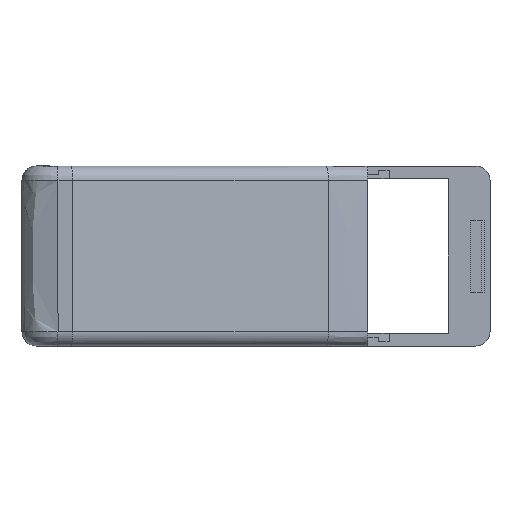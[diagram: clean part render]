
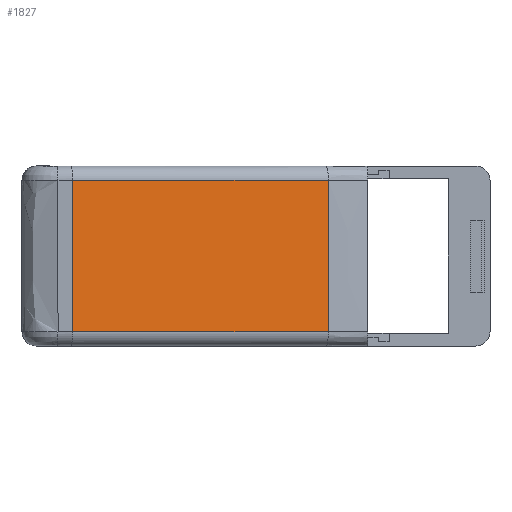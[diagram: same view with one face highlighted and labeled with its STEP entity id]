
A CAD part, front view. The second image highlights one B-rep face of the part: STEP entity #1827.
In plain terms, the highlighted planar face has unit normal (0.17, -0.986, 0).
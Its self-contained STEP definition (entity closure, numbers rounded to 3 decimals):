
#33 = LINE ( 'NONE', #2442, #3995 ) ;
#266 = EDGE_CURVE ( 'NONE', #1374, #645, #328, .T. ) ;
#302 = CARTESIAN_POINT ( 'NONE',  ( 10.549, -58.871, 23. ) ) ;
#328 = B_SPLINE_CURVE_WITH_KNOTS ( 'NONE', 3,
 ( #3099, #2669, #3718, #302 ),
 .UNSPECIFIED., .F., .F.,
 ( 4, 4 ),
 ( 0.08, 0.92 ),
 .UNSPECIFIED. ) ;
#347 = EDGE_CURVE ( 'NONE', #3187, #1374, #2690, .T. ) ;
#413 = VECTOR ( 'NONE', #2011, 1000. ) ;
#645 = VERTEX_POINT ( 'NONE', #4043 ) ;
#653 = DIRECTION ( 'NONE',  ( -0.985, -0.17, 0. ) ) ;
#1192 = ORIENTED_EDGE ( 'NONE', *, *, #2854, .T. ) ;
#1364 = FACE_OUTER_BOUND ( 'NONE', #1826, .T. ) ;
#1374 = VERTEX_POINT ( 'NONE', #3449 ) ;
#1628 = CARTESIAN_POINT ( 'NONE',  ( -25., -65., 25. ) ) ;
#1675 = CARTESIAN_POINT ( 'NONE',  ( -25., -65., 2. ) ) ;
#1788 = EDGE_CURVE ( 'NONE', #645, #1911, #1988, .T. ) ;
#1826 = EDGE_LOOP ( 'NONE', ( #1192, #3305, #4322, #3933 ) ) ;
#1827 = ADVANCED_FACE ( 'NONE', ( #1364 ), #3027, .F. ) ;
#1911 = VERTEX_POINT ( 'NONE', #3137 ) ;
#1988 = LINE ( 'NONE', #3091, #2173 ) ;
#2011 = DIRECTION ( 'NONE',  ( 0.985, 0.17, 0. ) ) ;
#2046 = DIRECTION ( 'NONE',  ( -0.17, 0.985, 0. ) ) ;
#2173 = VECTOR ( 'NONE', #653, 1000. ) ;
#2333 = CARTESIAN_POINT ( 'NONE',  ( 10.549, -58.871, 2. ) ) ;
#2442 = CARTESIAN_POINT ( 'NONE',  ( -25., -65., 25. ) ) ;
#2669 = CARTESIAN_POINT ( 'NONE',  ( 10.549, -58.871, 9. ) ) ;
#2690 = LINE ( 'NONE', #2333, #413 ) ;
#2854 = EDGE_CURVE ( 'NONE', #1911, #3187, #33, .T. ) ;
#3027 = PLANE ( 'NONE',  #4141 ) ;
#3091 = CARTESIAN_POINT ( 'NONE',  ( -25., -65., 23. ) ) ;
#3099 = CARTESIAN_POINT ( 'NONE',  ( 10.549, -58.871, 2. ) ) ;
#3137 = CARTESIAN_POINT ( 'NONE',  ( -25., -65., 23. ) ) ;
#3187 = VERTEX_POINT ( 'NONE', #1675 ) ;
#3305 = ORIENTED_EDGE ( 'NONE', *, *, #347, .T. ) ;
#3449 = CARTESIAN_POINT ( 'NONE',  ( 10.549, -58.871, 2. ) ) ;
#3718 = CARTESIAN_POINT ( 'NONE',  ( 10.549, -58.871, 16. ) ) ;
#3803 = DIRECTION ( 'NONE',  ( 0., 0., -1. ) ) ;
#3933 = ORIENTED_EDGE ( 'NONE', *, *, #1788, .T. ) ;
#3995 = VECTOR ( 'NONE', #3803, 1000. ) ;
#4043 = CARTESIAN_POINT ( 'NONE',  ( 10.549, -58.871, 23. ) ) ;
#4141 = AXIS2_PLACEMENT_3D ( 'NONE', #1628, #2046, #4374 ) ;
#4322 = ORIENTED_EDGE ( 'NONE', *, *, #266, .T. ) ;
#4374 = DIRECTION ( 'NONE',  ( -0.985, -0.17, 0. ) ) ;
